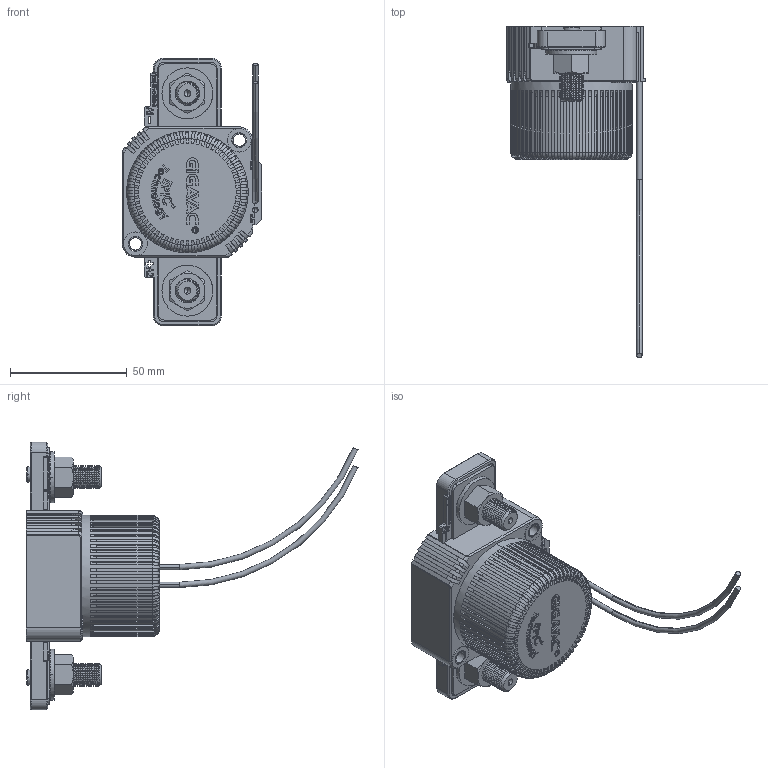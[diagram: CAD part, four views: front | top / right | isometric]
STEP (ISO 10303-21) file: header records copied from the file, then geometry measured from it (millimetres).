
FILE_DESCRIPTION (( 'STEP AP214' ), '1' );
FILE_NAME ('MX12_step_121815.STEP', '2015-12-18T22:17:35', ( 'Temp' ), ( '' ), 'SwSTEP 2.0', 'SolidWorks 2014', '' );
FILE_SCHEMA (( 'AUTOMOTIVE_DESIGN' ));
Length unit declared in the file: inch
Products named in the file (1): MX12_step_121815
Bounding box: 59.82 x 142.33 x 114.81 mm (x, y, z)
Volume: 57626.6 mm3; surface area: 62868.3 mm2
Topology: 14 solids, 14 shells, 2278 faces, 6345 edges, 4177 vertices
Faces by surface type: plane 1148, cylinder 528, torus 234, bspline 234, cone 134
Entity records: 120379 total; most frequent: CARTESIAN_POINT 33907, ORIENTED_EDGE 12682, DIRECTION 10872, EDGE_CURVE 6341, VERTEX_POINT 4177, LINE 3692, VECTOR 3692, AXIS2_PLACEMENT_3D 3590
